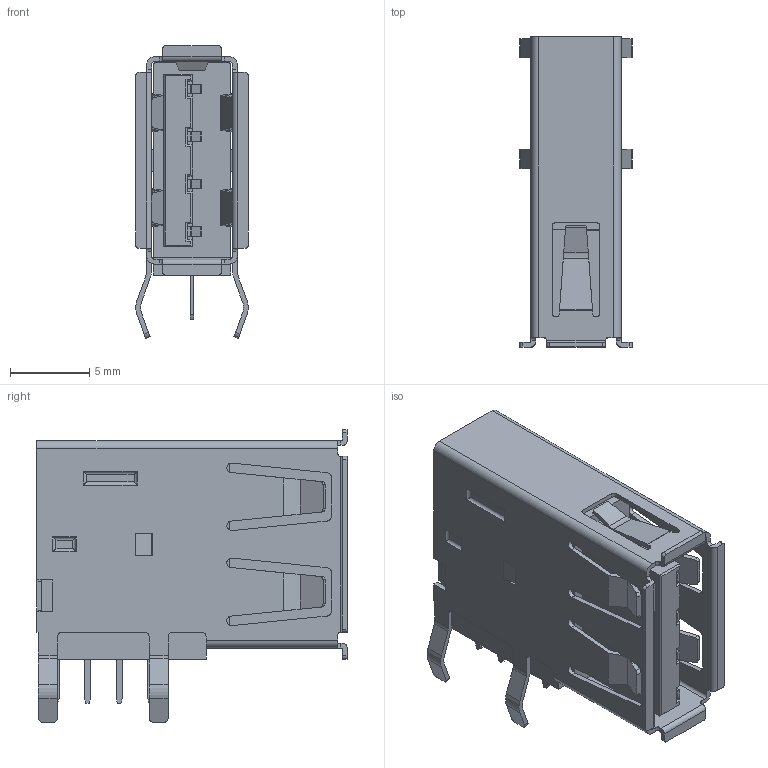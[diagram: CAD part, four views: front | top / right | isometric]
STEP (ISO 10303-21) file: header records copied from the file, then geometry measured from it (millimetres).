
FILE_DESCRIPTION (( 'STEP AP214' ), '1' );
FILE_NAME ('USB-A-TH_USB-226-BRY.step', '2022-07-15T08:58:36', ( '' ), ( '' ), 'SwSTEP 2.0', 'SolidWorks 2020', '' );
FILE_SCHEMA (( 'AUTOMOTIVE_DESIGN' ));
Length unit declared in the file: millimetre
Products named in the file (1): USB-A-TH_USB-226-BRY
Bounding box: 7.1 x 19.6 x 18.5 mm (x, y, z)
Volume: 1103.4 mm3; surface area: 2310.9 mm2
Topology: 24 solids, 24 shells, 776 faces, 2111 edges, 1394 vertices
Faces by surface type: plane 502, cylinder 162, bspline 112
Entity records: 34308 total; most frequent: CARTESIAN_POINT 6512, ORIENTED_EDGE 4222, DIRECTION 3439, EDGE_CURVE 2111, VECTOR 1573, LINE 1573, VERTEX_POINT 1394, AXIS2_PLACEMENT_3D 933
